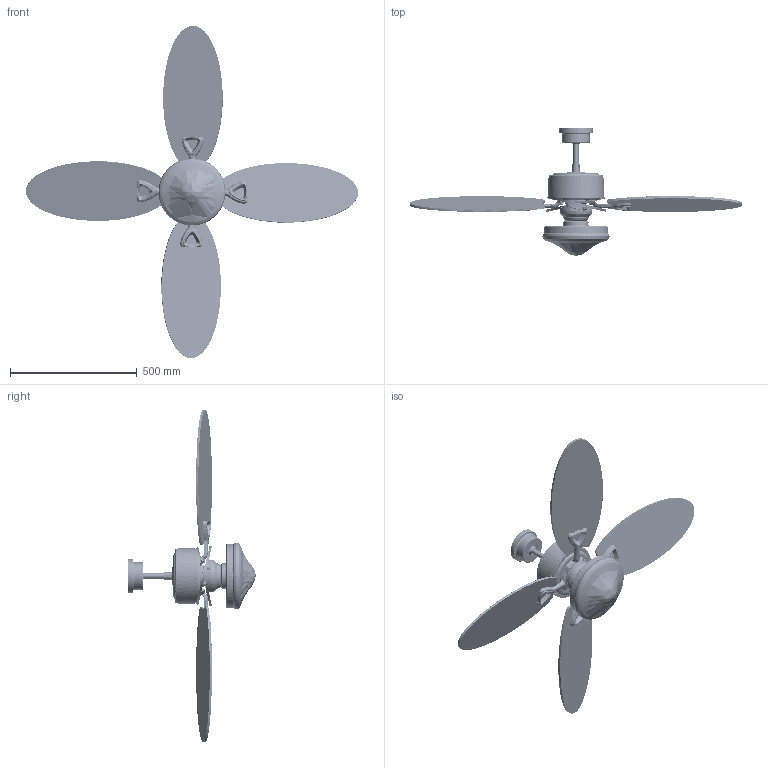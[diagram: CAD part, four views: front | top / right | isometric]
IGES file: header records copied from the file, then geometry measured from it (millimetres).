
Global section: file name:33019.igs; native system: Rhinoceros ( Mar 10 2014 ); preprocessor: Trout Lake IGES 012 Mar 10 2014; date: 181224.071631; units: millimetre
Bounding box: 1311.13 x 502.6 x 1311.13 mm (x, y, z)
Surface area: 1938659.2 mm2 (no closed solid volume)
Topology: 0 solids, 0 shells, 2266 faces, 26283 edges, 26155 vertices
Faces by surface type: bspline 2266
